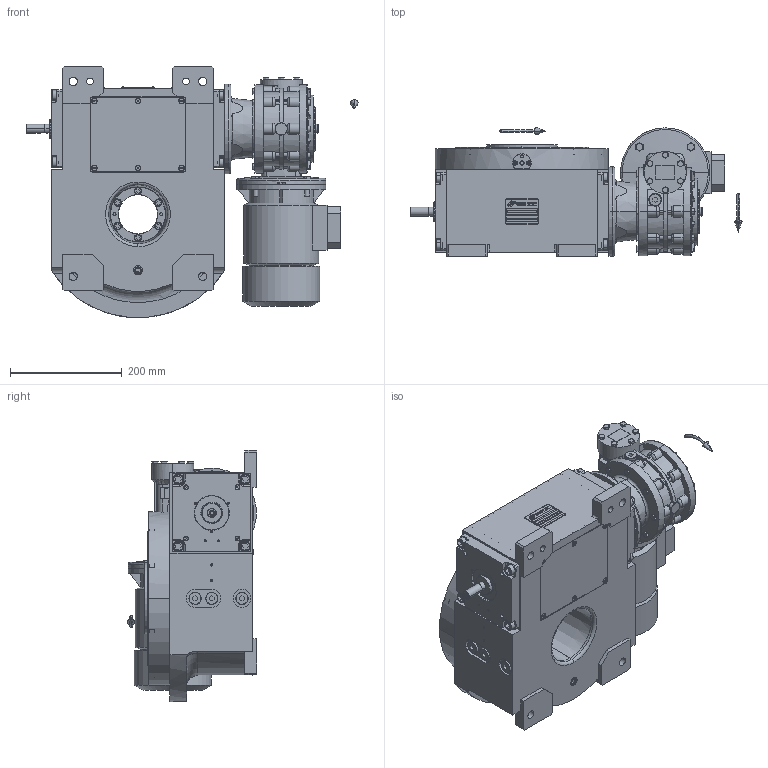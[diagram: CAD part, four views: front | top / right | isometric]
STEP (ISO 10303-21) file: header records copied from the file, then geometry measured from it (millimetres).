
FILE_DESCRIPTION (( 'STEP AP203' ), '1' );
FILE_NAME ('PC5201610.step', '2025-10-22T17:56:54', ( '' ), ( '' ), 'SwSTEP 2.0', 'SolidWorks 2020', '' );
FILE_SCHEMA (( 'CONFIG_CONTROL_DESIGN' ));
Length unit declared in the file: millimetre
Products named in the file (85): cfn2000_01_126; cfn2000_01_099; cfn2003_01_054; AS_rig09_004; CFN2010_02_002.stp; cfn2107_01_001; CFN2000_01_185.stp; RIG09_005_AF0.stp; cfn2155_01_196; rig09_004; rig09_071_8_m.stp; cfn2476_01_002_60x46; rig09_007_master; rig09_002_bl; TN71B5; cfn2000_01_081; RIG09_005_ASM.stp; cfn2070_05_009; AS_rig09_071_8_m; AS_cfn2476_01_002_60x46; cfn2128_19_002; rig09_003_8; cfn2104_01_018; AS_rig09_016; cfn2077_01_036; cfn2000_01_161; CFN2223_02_004.stp; AS_rig09_017; cfn2151_01_170; olio_agip_blasia_150; CFN2203_02_002.stp; CFN2010_01_020.stp; AS_rig09_002_bl; cfn2155_01_095; cfn2151_01_167; rig09_017; rig09_016; freccia_angolare_albero; PC5201610; AS_900_38_30_003 ...
Assembly tree (73 placements, depth 5):
  rig09_007_master
  cfn2077_01_036
  CFN2223_02_004.stp
  cfn2151_01_170
  olio_agip_blasia_150
Bounding box: 594.5 x 231 x 450 mm (x, y, z)
Volume: 6524803.7 mm3; surface area: 1744904.4 mm2
Topology: 63 solids, 65 shells, 3651 faces, 9183 edges, 5851 vertices
Faces by surface type: plane 1752, cylinder 1075, cone 556, torus 254, bspline 10, sphere 4
Entity records: 135518 total; most frequent: CARTESIAN_POINT 40718, ORIENTED_EDGE 17988, DIRECTION 17857, EDGE_CURVE 8996, AXIS2_PLACEMENT_3D 6568, VERTEX_POINT 5789, LINE 4721, VECTOR 4721
